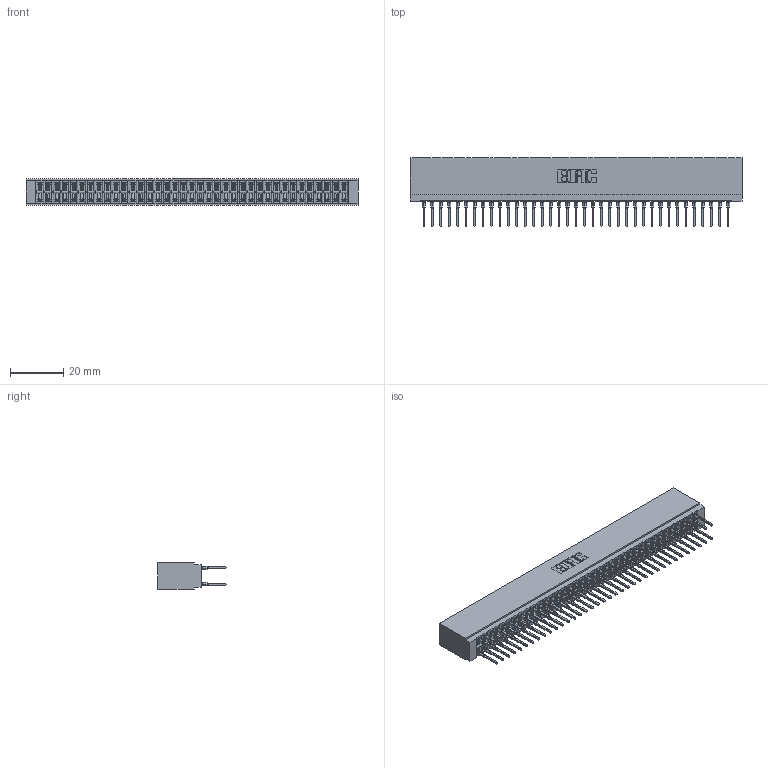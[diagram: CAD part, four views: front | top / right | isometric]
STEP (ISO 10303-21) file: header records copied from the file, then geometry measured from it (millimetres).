
FILE_DESCRIPTION (( 'STEP AP203' ), '1' );
FILE_NAME ('746-074-527-201.STEP', '2026-03-04T15:34:13', ( '' ), ( '' ), 'SwSTEP 2.0', 'SolidWorks 2023', '' );
FILE_SCHEMA (( 'CONFIG_CONTROL_DESIGN' ));
Length unit declared in the file: millimetre
Products named in the file (3): 746-074-527-201; 746 Part_.515 Slot Depth - 01; 746-292-001_527
Assembly tree (75 placements, depth 2):
  746-074-527-201
    746 Part_.515 Slot Depth - 01
    746-292-001_527  x74
Bounding box: 124.71 x 25.9 x 9.91 mm (x, y, z)
Volume: 13517.9 mm3; surface area: 22190.3 mm2
Topology: 75 solids, 75 shells, 6720 faces, 18467 edges, 11756 vertices
Faces by surface type: plane 3459, bspline 1480, cylinder 1337, torus 444
Entity records: 57799 total; most frequent: CARTESIAN_POINT 11535, ORIENTED_EDGE 9924, DIRECTION 8294, EDGE_CURVE 4962, VECTOR 4408, LINE 4408, VERTEX_POINT 3288, AXIS2_PLACEMENT_3D 1943
